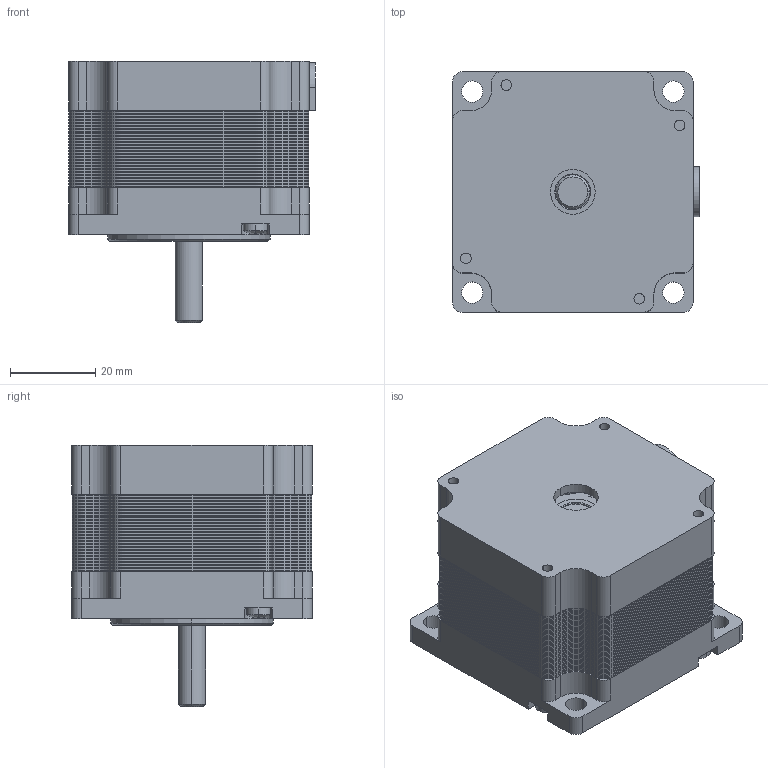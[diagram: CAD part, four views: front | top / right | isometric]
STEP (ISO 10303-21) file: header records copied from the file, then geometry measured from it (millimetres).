
FILE_DESCRIPTION((''),'2;1');
FILE_NAME('FL57STH41-2804MA_SW0001','2021-03-09T',('gaoyun'),(''),'CREO PARAMETRIC BY PTC INC, 2015200','CREO PARAMETRIC BY PTC INC, 2015200','');
FILE_SCHEMA(('CONFIG_CONTROL_DESIGN'));
Length unit declared in the file: millimetre
Products named in the file (1): FL57STH41-2804MA_SW0001
Bounding box: 57.9 x 56.4 x 61.2 mm (x, y, z)
Surface area: 19715.7 mm2 (no closed solid volume)
Topology: 0 solids, 73 shells, 1430 faces, 4457 edges, 3039 vertices
Faces by surface type: plane 706, cylinder 697, cone 8, sphere 8, bspline 6, torus 5
Entity records: 48647 total; most frequent: CARTESIAN_POINT 9969, DIRECTION 8850, ORIENTED_EDGE 6129, EDGE_CURVE 4453, VERTEX_POINT 3039, AXIS2_PLACEMENT_3D 3001, VECTOR 2848, LINE 2848
